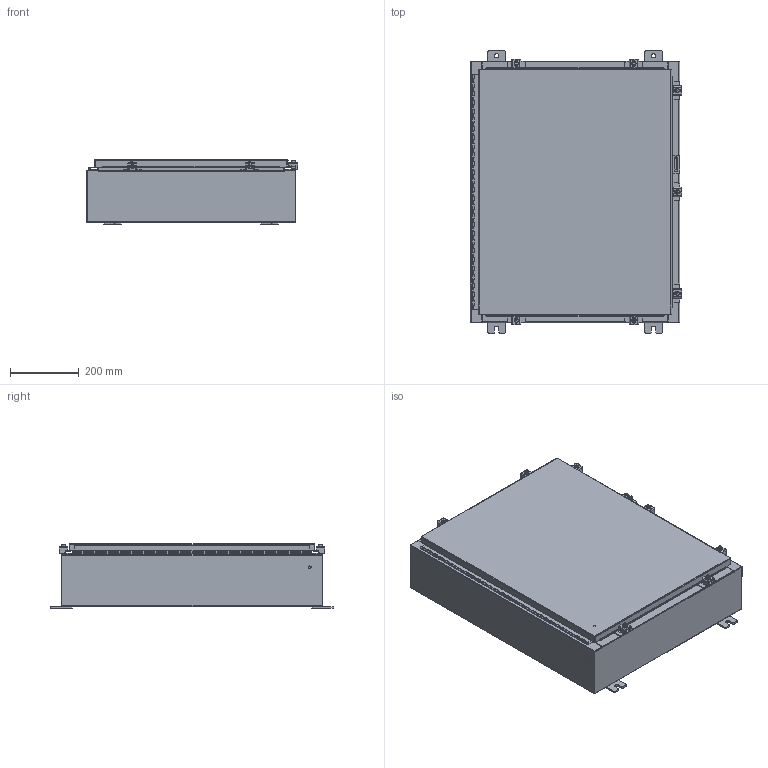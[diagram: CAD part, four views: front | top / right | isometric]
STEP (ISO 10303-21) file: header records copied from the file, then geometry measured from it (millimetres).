
FILE_DESCRIPTION (( 'STEP AP203' ), '1' );
FILE_NAME ('N30H2406WP.STEP', '2014-03-24T20:51:14', ( 'changeme' ), ( 'Microsoft' ), 'SwSTEP 2.0', 'SolidWorks 2013', '' );
FILE_SCHEMA (( 'CONFIG_CONTROL_DESIGN' ));
Length unit declared in the file: inch
Products named in the file (20): N30H2406SSWP Top; Quarter-20 CD Stud; N30H2406WP; N30H2406SSWP Padlock Staple; N30H2406SSWP 22104005_DEFAULT; N30H2406SSWP Padlock Hasp; N30H2406SSWP Clamp Top; N30H2406SSWP Backpanel; N30H2406SSWP Clamp Bracket; N30H2406SSWP Clamp Assembly; N30H2406SSWP Mounting Studs; N30H2406SSWP 22101002; N30H2406SSWP Standard Clamps; N30H2406SSWP Hinge Enclosure Side2; N30H2406SSWP Cover; N30H2406SSWP Hinge Cover Side; N30H2406SSWP Body; N30H2406SSWP 125 Pin Hinge; N30H2406SSWP Bottom; N30H2406SSWP Mounting Feet
Assembly tree (33 placements, depth 4):
  N30H2406WP
    N30H2406SSWP Backpanel
    N30H2406SSWP Mounting Studs  x4
    N30H2406SSWP 125 Pin Hinge
      N30H2406SSWP Hinge Enclosure Side2
      N30H2406SSWP Hinge Cover Side
    N30H2406SSWP Mounting Feet  x4
    Quarter-20 CD Stud  x2
    N30H2406SSWP Padlock Staple
    N30H2406SSWP Padlock Hasp
    N30H2406SSWP Standard Clamps  x7
      N30H2406SSWP Clamp Bracket
      N30H2406SSWP Clamp Assembly
        N30H2406SSWP 22101002  x2
        N30H2406SSWP 22104005_DEFAULT
        N30H2406SSWP Clamp Top
    N30H2406SSWP Cover
    N30H2406SSWP Body
    N30H2406SSWP Bottom
    N30H2406SSWP Top
Bounding box: 614.95 x 825.5 x 187.67 mm (x, y, z)
Volume: 4077466.9 mm3; surface area: 3992829.6 mm2
Topology: 54 solids, 54 shells, 2016 faces, 5070 edges, 3190 vertices
Faces by surface type: plane 1062, cylinder 838, torus 54, cone 54, bspline 8
Entity records: 37892 total; most frequent: CARTESIAN_POINT 6547, DIRECTION 6298, ORIENTED_EDGE 5904, EDGE_CURVE 2952, AXIS2_PLACEMENT_3D 2191, LINE 1916, VECTOR 1916, VERTEX_POINT 1818
